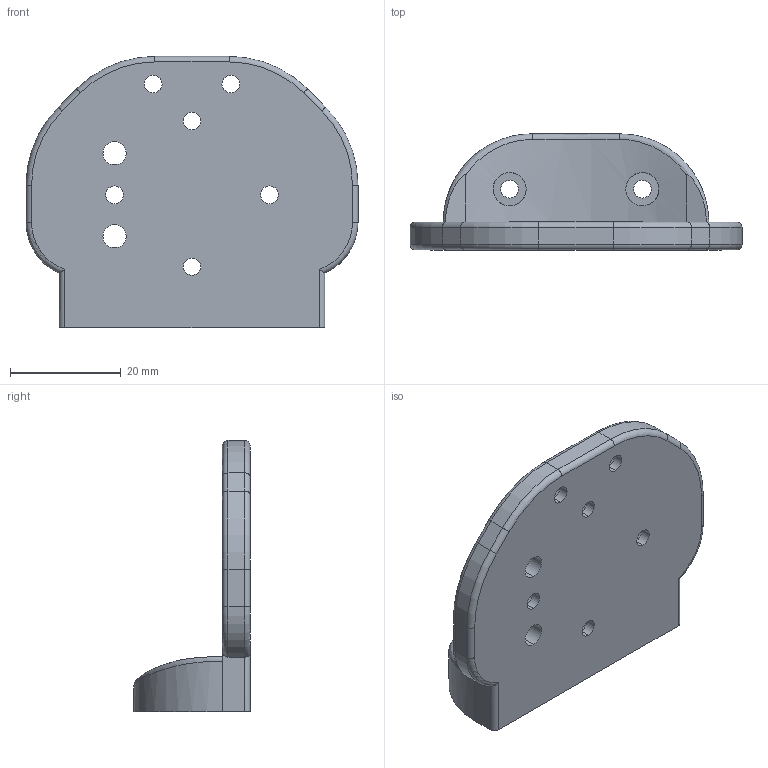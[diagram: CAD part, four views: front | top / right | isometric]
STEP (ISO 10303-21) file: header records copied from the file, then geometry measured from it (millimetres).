
FILE_DESCRIPTION (( 'STEP AP203' ), '1' );
FILE_NAME ('Top Plate C_Predeterminado_sldprt.STEP', '2024-02-29T15:20:41', ( '' ), ( '' ), 'SwSTEP 2.0', 'SolidWorks 2022', '' );
FILE_SCHEMA (( 'CONFIG_CONTROL_DESIGN' ));
Length unit declared in the file: millimetre
Products named in the file (1): Top Plate C_Predeterminado_sldprt
Bounding box: 60 x 21 x 49 mm (x, y, z)
Volume: 15875.8 mm3; surface area: 7972.7 mm2
Topology: 1 solids, 1 shells, 93 faces, 223 edges, 140 vertices
Faces by surface type: cylinder 56, plane 21, torus 12, bspline 4
Entity records: 3290 total; most frequent: CARTESIAN_POINT 950, DIRECTION 506, ORIENTED_EDGE 446, EDGE_CURVE 223, AXIS2_PLACEMENT_3D 210, VERTEX_POINT 140, EDGE_LOOP 121, CIRCLE 120
